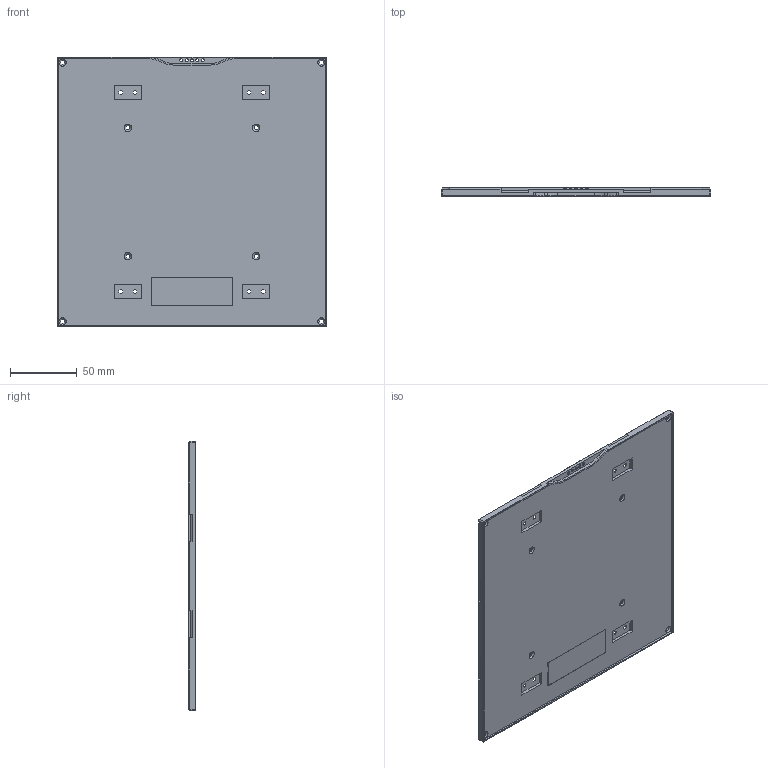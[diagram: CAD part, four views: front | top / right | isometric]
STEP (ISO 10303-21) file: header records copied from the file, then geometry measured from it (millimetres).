
FILE_DESCRIPTION(/* description */ (''),/* implementation_level */ '2;1');
FILE_NAME(/* name */ 'Bottom Cover.step',/* time_stamp */ '2020-02-27T00:03:21-05:00',/* author */ (''),/* organization */ (''),/* preprocessor_version */ 'ST-DEVELOPER v18',/* originating_system */ 'Autodesk Translation Framework v8.12.0.6',/* authorisation */ '');
FILE_SCHEMA (('AUTOMOTIVE_DESIGN { 1 0 10303 214 3 1 1 }'));
Length unit declared in the file: millimetre
Products named in the file (3): Matrix Release V1; Bottom Cover; Bottom Cover Main
Assembly tree (2 placements, depth 3):
  Matrix Release V1
    Bottom Cover
      Bottom Cover Main
Bounding box: 201.8 x 5.85 x 201.8 mm (x, y, z)
Volume: 94781.5 mm3; surface area: 94484 mm2
Topology: 1 solids, 1 shells, 424 faces, 1172 edges, 776 vertices
Faces by surface type: plane 230, cylinder 91, bspline 86, cone 13, torus 4
Full cylindrical faces by diameter (mm): 2.2 x5, 3.1 x5, 3.2 x8, 5.2 x4
Entity records: 17305 total; most frequent: CARTESIAN_POINT 6615, ORIENTED_EDGE 2344, DIRECTION 1932, EDGE_CURVE 1172, LINE 810, VECTOR 810, VERTEX_POINT 776, AXIS2_PLACEMENT_3D 561
